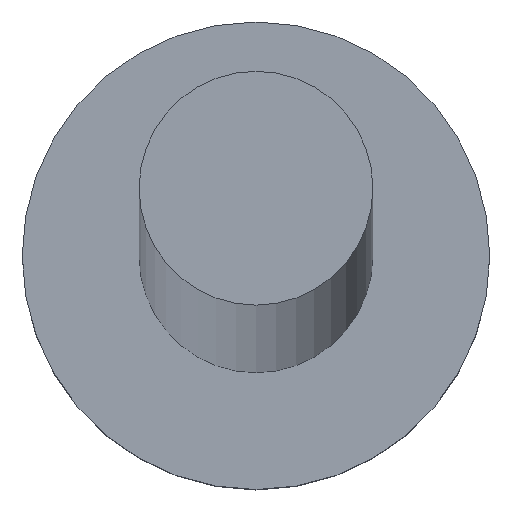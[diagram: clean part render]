
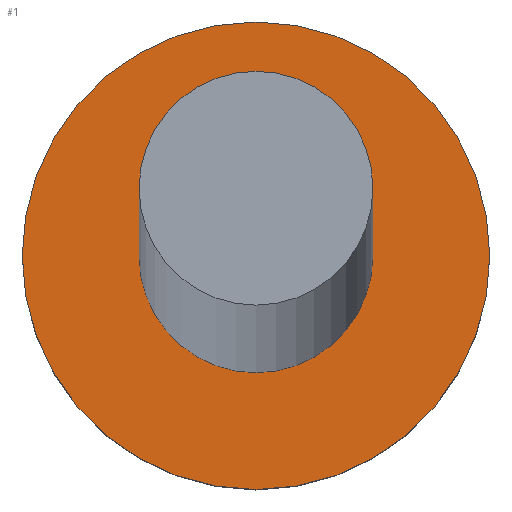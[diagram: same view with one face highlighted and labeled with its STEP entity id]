
A CAD part, top view. The second image highlights one B-rep face of the part: STEP entity #1.
In plain terms, the highlighted planar face has unit normal (0, 0, 1).
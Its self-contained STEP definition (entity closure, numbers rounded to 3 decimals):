
#1 = ADVANCED_FACE ( 'NONE', ( #21, #228 ), #45, .T. ) ;
#5 = VERTEX_POINT ( 'NONE', #154 ) ;
#6 = CARTESIAN_POINT ( 'NONE',  ( -1.5, 0., 3. ) ) ;
#14 = AXIS2_PLACEMENT_3D ( 'NONE', #107, #165, #125 ) ;
#20 = DIRECTION ( 'NONE',  ( 0., 0., 1. ) ) ;
#21 = FACE_BOUND ( 'NONE', #140, .T. ) ;
#24 = CARTESIAN_POINT ( 'NONE',  ( 0., 0., 3. ) ) ;
#35 = EDGE_LOOP ( 'NONE', ( #47, #236 ) ) ;
#45 = PLANE ( 'NONE',  #90 ) ;
#47 = ORIENTED_EDGE ( 'NONE', *, *, #209, .T. ) ;
#51 = EDGE_CURVE ( 'NONE', #5, #91, #175, .T. ) ;
#63 = CIRCLE ( 'NONE', #201, 1.5 ) ;
#64 = DIRECTION ( 'NONE',  ( 1., 0., 0. ) ) ;
#70 = DIRECTION ( 'NONE',  ( 1., 0., 0. ) ) ;
#71 = EDGE_CURVE ( 'NONE', #91, #5, #63, .T. ) ;
#76 = VERTEX_POINT ( 'NONE', #161 ) ;
#77 = VERTEX_POINT ( 'NONE', #188 ) ;
#79 = DIRECTION ( 'NONE',  ( 1., 0., 0. ) ) ;
#81 = CARTESIAN_POINT ( 'NONE',  ( 0., 0., 3. ) ) ;
#82 = CARTESIAN_POINT ( 'NONE',  ( 0., 0., 3. ) ) ;
#84 = ORIENTED_EDGE ( 'NONE', *, *, #71, .F. ) ;
#90 = AXIS2_PLACEMENT_3D ( 'NONE', #81, #132, #79 ) ;
#91 = VERTEX_POINT ( 'NONE', #6 ) ;
#98 = CIRCLE ( 'NONE', #226, 3. ) ;
#100 = CARTESIAN_POINT ( 'NONE',  ( 0., 0., 3. ) ) ;
#103 = ORIENTED_EDGE ( 'NONE', *, *, #51, .F. ) ;
#105 = DIRECTION ( 'NONE',  ( 0., 0., 1. ) ) ;
#107 = CARTESIAN_POINT ( 'NONE',  ( 0., 0., 3. ) ) ;
#118 = EDGE_CURVE ( 'NONE', #76, #77, #98, .T. ) ;
#125 = DIRECTION ( 'NONE',  ( 1., 0., 0. ) ) ;
#132 = DIRECTION ( 'NONE',  ( 0., 0., 1. ) ) ;
#140 = EDGE_LOOP ( 'NONE', ( #84, #103 ) ) ;
#154 = CARTESIAN_POINT ( 'NONE',  ( 1.5, 0., 3. ) ) ;
#161 = CARTESIAN_POINT ( 'NONE',  ( 3., 0., 3. ) ) ;
#165 = DIRECTION ( 'NONE',  ( 0., 0., 1. ) ) ;
#175 = CIRCLE ( 'NONE', #229, 1.5 ) ;
#179 = DIRECTION ( 'NONE',  ( 1., 0., 0. ) ) ;
#188 = CARTESIAN_POINT ( 'NONE',  ( -3., 0., 3. ) ) ;
#201 = AXIS2_PLACEMENT_3D ( 'NONE', #82, #105, #70 ) ;
#204 = DIRECTION ( 'NONE',  ( 0., 0., 1. ) ) ;
#209 = EDGE_CURVE ( 'NONE', #77, #76, #212, .T. ) ;
#212 = CIRCLE ( 'NONE', #14, 3. ) ;
#226 = AXIS2_PLACEMENT_3D ( 'NONE', #24, #204, #64 ) ;
#228 = FACE_OUTER_BOUND ( 'NONE', #35, .T. ) ;
#229 = AXIS2_PLACEMENT_3D ( 'NONE', #100, #20, #179 ) ;
#236 = ORIENTED_EDGE ( 'NONE', *, *, #118, .T. ) ;
